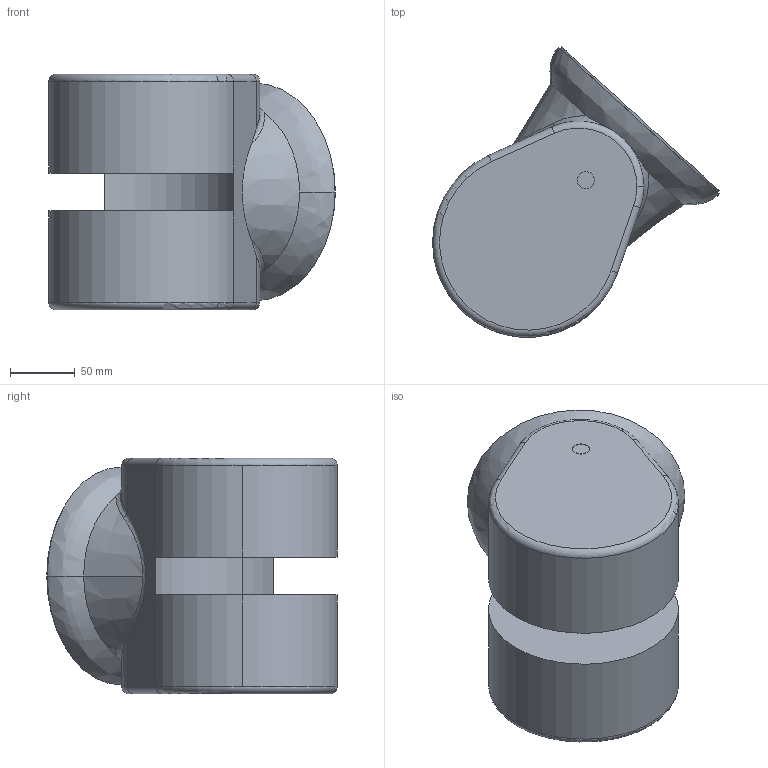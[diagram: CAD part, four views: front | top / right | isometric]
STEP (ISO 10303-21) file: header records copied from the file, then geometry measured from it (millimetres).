
FILE_DESCRIPTION (( 'STEP AP203' ), '1' );
FILE_NAME ('Arm2_Default_sldprt.STEP', '2018-11-27T18:59:49', ( '' ), ( '' ), 'SwSTEP 2.0', 'SolidWorks 2018', '' );
FILE_SCHEMA (( 'CONFIG_CONTROL_DESIGN' ));
Length unit declared in the file: inch
Products named in the file (1): Arm2_Default_sldprt
Bounding box: 222.23 x 225.11 x 182.36 mm (x, y, z)
Volume: 3859289.8 mm3; surface area: 191918.3 mm2
Topology: 1 solids, 1 shells, 39 faces, 90 edges, 55 vertices
Faces by surface type: cylinder 16, plane 9, torus 6, bspline 5, cone 3
Entity records: 1942 total; most frequent: CARTESIAN_POINT 990, DIRECTION 192, ORIENTED_EDGE 180, EDGE_CURVE 90, AXIS2_PLACEMENT_3D 83, VERTEX_POINT 55, CIRCLE 48, EDGE_LOOP 41
